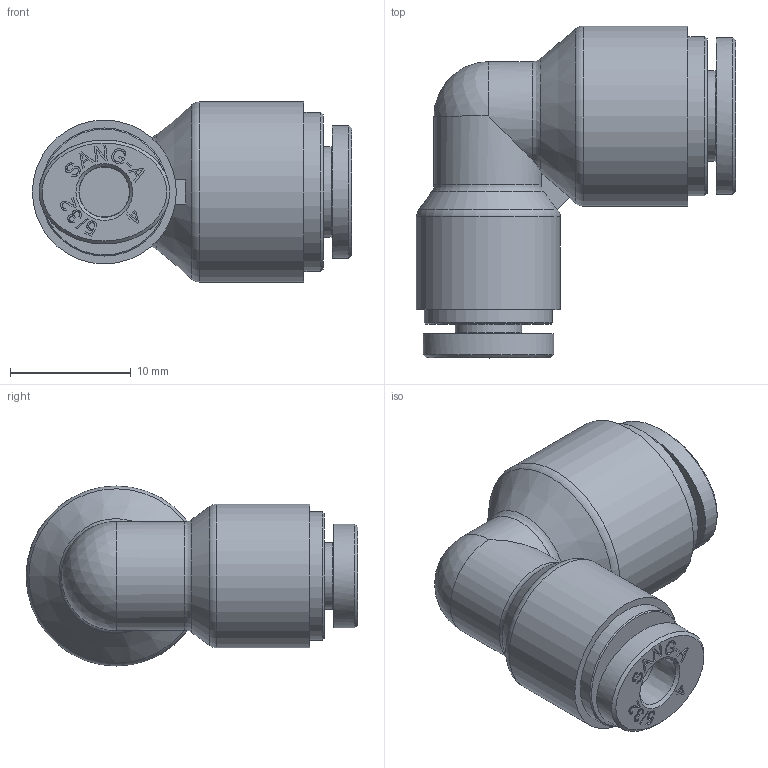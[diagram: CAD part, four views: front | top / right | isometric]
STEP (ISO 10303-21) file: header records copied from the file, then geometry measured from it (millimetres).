
FILE_DESCRIPTION((''),'2;1');
FILE_NAME('HR-PUL 0604.stp','2020-03-19T16:56:39',('user'),(''),'Autodesk Inventor 2013','Autodesk Inventor 2013','');
FILE_SCHEMA(('AUTOMOTIVE_DESIGN { 1 0 10303 214 1 1 1 1 }'));
Length unit declared in the file: millimetre
Products named in the file (8): 조립품24; HR-PUL 0604 BODY; HR-COLLAR 06; HR-Collar 06L(SUS); HR-SLEEVE 06; HR-COLLAR 04; HR-Collar 04L(SUS); HR-SLEEVE 04
Assembly tree (7 placements, depth 3):
  조립품24
    HR-PUL 0604 BODY
    HR-COLLAR 06
      HR-Collar 06L(SUS)
      HR-SLEEVE 06
    HR-COLLAR 04
      HR-Collar 04L(SUS)
      HR-SLEEVE 04
Bounding box: 26.4 x 27.45 x 14.9 mm (x, y, z)
Volume: 3664.1 mm3; surface area: 2916.2 mm2
Topology: 5 solids, 5 shells, 295 faces, 764 edges, 507 vertices
Faces by surface type: plane 162, bspline 105, cylinder 12, cone 11, torus 4, sphere 1
Full cylindrical faces by diameter (mm): 4.179 x1, 4.2 x1, 5.5 x1, 6.198 x1, 6.2 x1, 7.5 x1, 10.6 x1, 11.9 x1, 13.15 x1, 14.9 x1
Entity records: 9724 total; most frequent: CARTESIAN_POINT 3113, ORIENTED_EDGE 1470, DIRECTION 970, EDGE_CURVE 735, VERTEX_POINT 501, VECTOR 470, LINE 470, EDGE_LOOP 354
